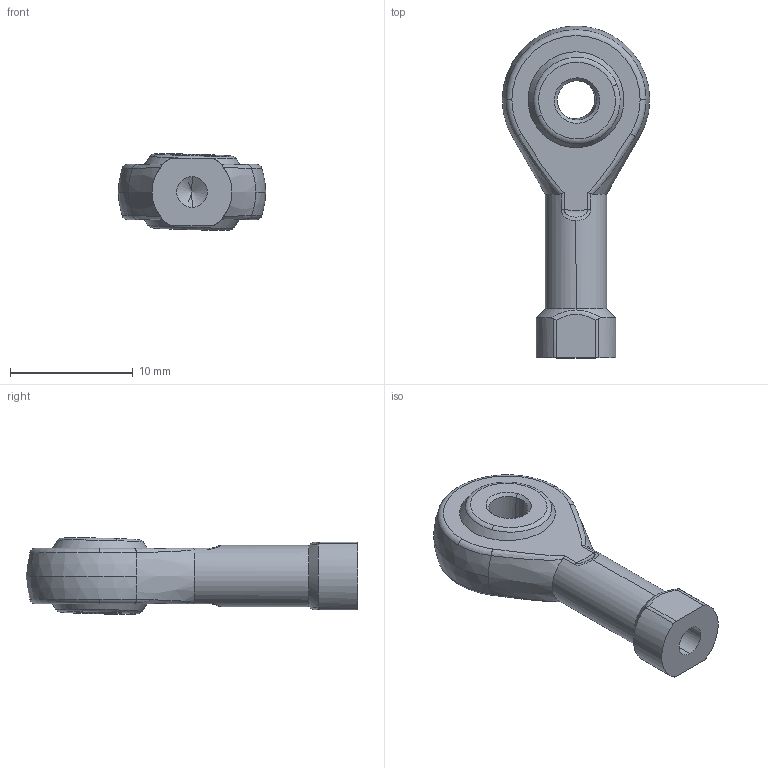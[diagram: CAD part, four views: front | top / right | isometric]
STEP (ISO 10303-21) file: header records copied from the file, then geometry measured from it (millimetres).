
FILE_DESCRIPTION (( 'STEP AP203' ), '1' );
FILE_NAME ('REV-49-1560.STEP', '2017-12-14T17:53:24', ( '' ), ( '' ), 'SwSTEP 2.0', 'SolidWorks 2017', '' );
FILE_SCHEMA (( 'CONFIG_CONTROL_DESIGN' ));
Length unit declared in the file: millimetre
Products named in the file (3): SI3T-K Body; SI3T-K Ball; REV-49-1560
Assembly tree (2 placements, depth 2):
  REV-49-1560
    SI3T-K Body
    SI3T-K Ball
Bounding box: 12 x 27 x 6.22 mm (x, y, z)
Volume: 800.4 mm3; surface area: 1042.3 mm2
Topology: 2 solids, 2 shells, 59 faces, 152 edges, 96 vertices
Faces by surface type: cylinder 16, torus 12, cone 10, bspline 8, plane 7, sphere 6
Entity records: 2503 total; most frequent: CARTESIAN_POINT 830, DIRECTION 296, ORIENTED_EDGE 288, EDGE_CURVE 144, AXIS2_PLACEMENT_3D 132, VERTEX_POINT 94, CIRCLE 76, EDGE_LOOP 68
